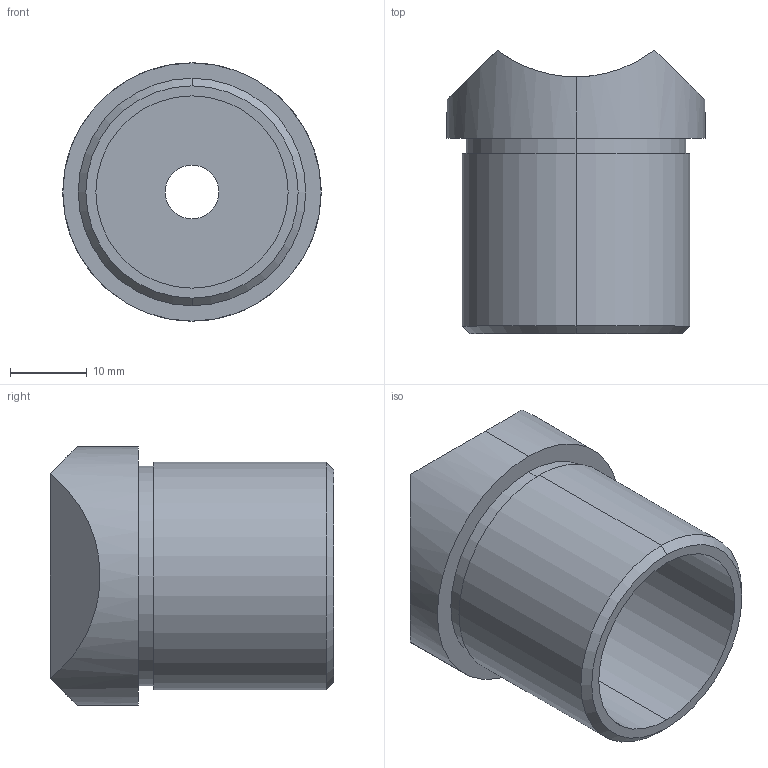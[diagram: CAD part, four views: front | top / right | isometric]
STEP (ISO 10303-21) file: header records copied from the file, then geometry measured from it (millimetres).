
FILE_DESCRIPTION (( 'STEP AP203' ), '1' );
FILE_NAME ('60210-240.STEP', '2016-05-03T08:32:29', ( '' ), ( '' ), 'SwSTEP 2.0', 'SolidWorks 2015', '' );
FILE_SCHEMA (( 'CONFIG_CONTROL_DESIGN' ));
Length unit declared in the file: millimetre
Products named in the file (1): 60210-240
Bounding box: 33.7 x 37 x 33.7 mm (x, y, z)
Volume: 9966.3 mm3; surface area: 7762.1 mm2
Topology: 1 solids, 1 shells, 237 faces, 616 edges, 410 vertices
Faces by surface type: plane 126, bspline 96, cylinder 13, cone 2
Entity records: 12947 total; most frequent: CARTESIAN_POINT 7708, ORIENTED_EDGE 1232, DIRECTION 722, EDGE_CURVE 616, VERTEX_POINT 410, LINE 394, VECTOR 394, EDGE_LOOP 268
